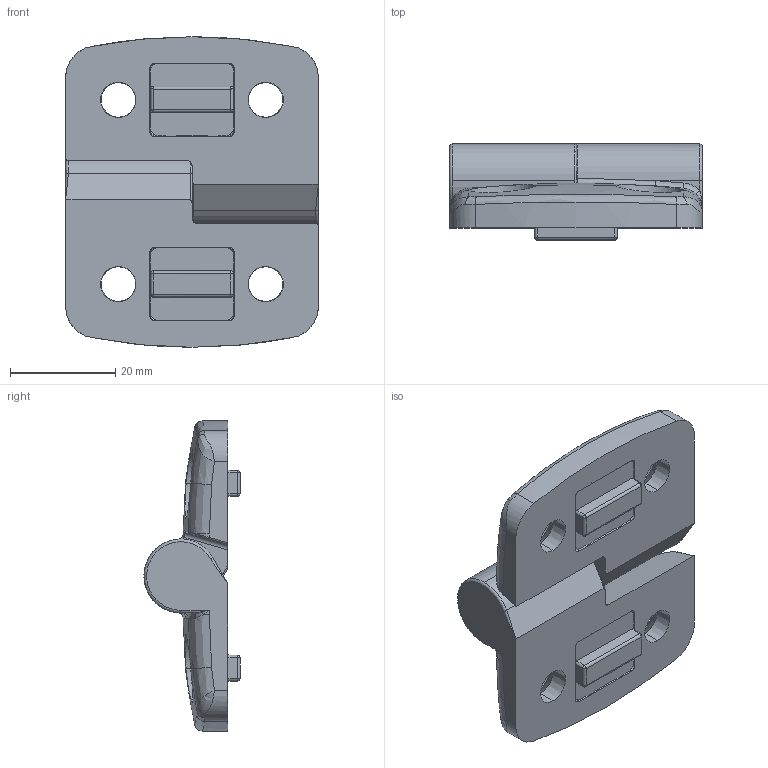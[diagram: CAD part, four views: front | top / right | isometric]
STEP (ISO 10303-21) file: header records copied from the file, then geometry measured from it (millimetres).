
FILE_DESCRIPTION (( 'STEP AP214' ), '1' );
FILE_NAME ('5BTKB003', '2019-01-28T15:39:04', ( '' ), ('JUGARD+KÜNSTNER GmbH'), 'SwSTEP 2.0', 'SolidWorks 2017', '' );
FILE_SCHEMA (( 'AUTOMOTIVE_DESIGN' ));
Length unit declared in the file: millimetre
Products named in the file (4): 5BTKB003; Part4; Part1; Part2
Assembly tree (5 placements, depth 2):
  5BTKB003
    Part4  x2
    Part1
    Part2  x2
Bounding box: 48 x 18.25 x 59 mm (x, y, z)
Volume: 21054.2 mm3; surface area: 12014.4 mm2
Topology: 5 solids, 5 shells, 408 faces, 972 edges, 566 vertices
Faces by surface type: cylinder 130, bspline 124, plane 92, cone 62
Entity records: 10880 total; most frequent: CARTESIAN_POINT 3995, ORIENTED_EDGE 982, DIRECTION 853, EDGE_CURVE 491, AXIS2_PLACEMENT_3D 324, VERTEX_POINT 291, UNCERTAINTY_MEASURE_WITH_UNIT 221, EDGE_LOOP 220
